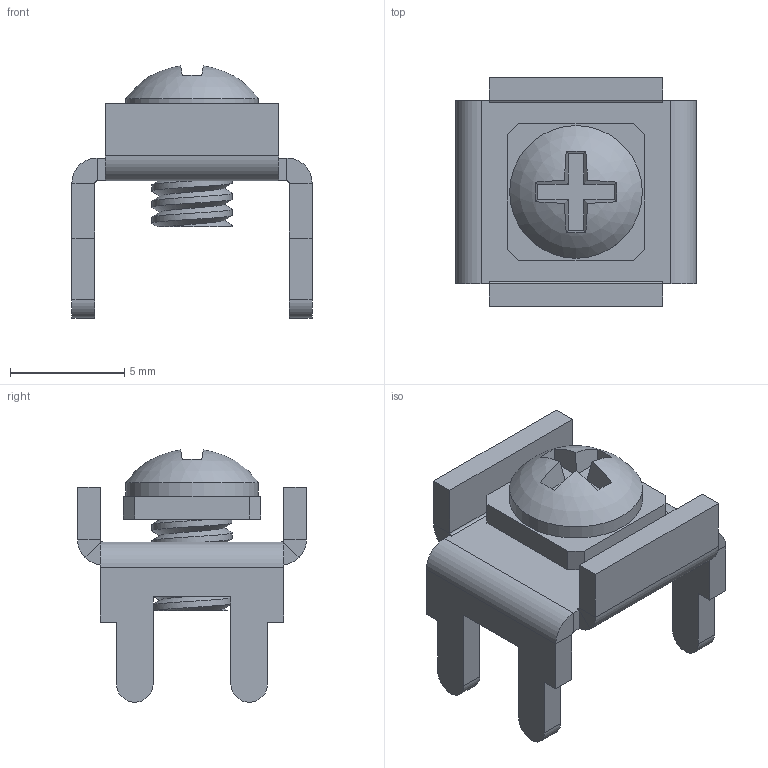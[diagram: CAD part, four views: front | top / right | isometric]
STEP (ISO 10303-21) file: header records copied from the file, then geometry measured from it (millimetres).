
FILE_DESCRIPTION(('FreeCAD Model'),'2;1');
FILE_NAME('Open CASCADE Shape Model','2025-01-13T23:49:36',(''),(''), 'Open CASCADE STEP processor 7.8','FreeCAD','Unknown');
FILE_SCHEMA(('AUTOMOTIVE_DESIGN { 1 0 10303 214 1 1 1 1 }'));
Length unit declared in the file: millimetre
Products named in the file (3): br_112; Body; M3.5_SQPAD
Assembly tree (2 placements, depth 2):
  br_112
    Body
    M3.5_SQPAD
Bounding box: 10.5 x 10 x 11.03 mm (x, y, z)
Volume: 272.9 mm3; surface area: 644.1 mm2
Topology: 2 solids, 2 shells, 118 faces, 301 edges, 189 vertices
Faces by surface type: plane 55, bspline 47, cylinder 15, sphere 1
Full cylindrical faces by diameter (mm): 3.5 x1, 5.8 x1
Entity records: 5425 total; most frequent: CARTESIAN_POINT 2832, ORIENTED_EDGE 602, DIRECTION 386, EDGE_CURVE 301, VERTEX_POINT 189, LINE 150, VECTOR 150, FACE_BOUND 122
